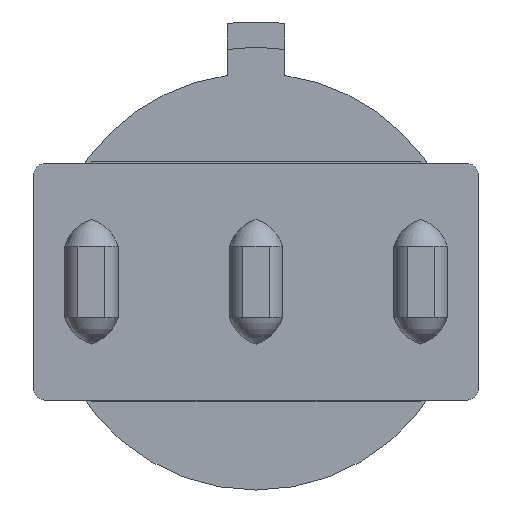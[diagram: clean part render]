
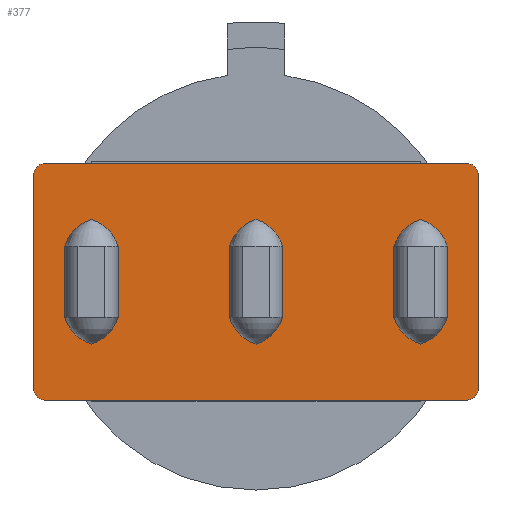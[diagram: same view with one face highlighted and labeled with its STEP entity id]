
A CAD part, front view. The second image highlights one B-rep face of the part: STEP entity #377.
In plain terms, the highlighted planar face has unit normal (0, -1, 0).
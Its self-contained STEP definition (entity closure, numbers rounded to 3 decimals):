
#377=ADVANCED_FACE('',(#913,#914,#915,#916),#917,.F.);
#913=FACE_BOUND('',#1613,.T.);
#914=FACE_BOUND('',#1614,.T.);
#915=FACE_BOUND('',#1615,.T.);
#916=FACE_OUTER_BOUND('',#1616,.T.);
#917=PLANE('',#1617);
#1613=EDGE_LOOP('',(#2675,#2676,#2677,#2678,#2679,#2680));
#1614=EDGE_LOOP('',(#2681,#2682,#2683,#2684,#2685,#2686));
#1615=EDGE_LOOP('',(#2687,#2688,#2689,#2690,#2691,#2692));
#1616=EDGE_LOOP('',(#2693,#2694,#2695,#2696,#2697,#2698,#2699,#2700));
#1617=AXIS2_PLACEMENT_3D('',#2701,#2702,#2703);
#2675=ORIENTED_EDGE('',*,*,#4200,.T.);
#2676=ORIENTED_EDGE('',*,*,#4195,.T.);
#2677=ORIENTED_EDGE('',*,*,#4194,.T.);
#2678=ORIENTED_EDGE('',*,*,#4204,.T.);
#2679=ORIENTED_EDGE('',*,*,#4208,.T.);
#2680=ORIENTED_EDGE('',*,*,#4210,.T.);
#2681=ORIENTED_EDGE('',*,*,#4247,.T.);
#2682=ORIENTED_EDGE('',*,*,#4242,.T.);
#2683=ORIENTED_EDGE('',*,*,#4241,.T.);
#2684=ORIENTED_EDGE('',*,*,#4251,.T.);
#2685=ORIENTED_EDGE('',*,*,#4255,.T.);
#2686=ORIENTED_EDGE('',*,*,#4257,.T.);
#2687=ORIENTED_EDGE('',*,*,#4294,.T.);
#2688=ORIENTED_EDGE('',*,*,#4289,.T.);
#2689=ORIENTED_EDGE('',*,*,#4288,.T.);
#2690=ORIENTED_EDGE('',*,*,#4298,.T.);
#2691=ORIENTED_EDGE('',*,*,#4302,.T.);
#2692=ORIENTED_EDGE('',*,*,#4304,.T.);
#2693=ORIENTED_EDGE('',*,*,#4423,.F.);
#2694=ORIENTED_EDGE('',*,*,#4391,.F.);
#2695=ORIENTED_EDGE('',*,*,#4397,.F.);
#2696=ORIENTED_EDGE('',*,*,#4411,.F.);
#2697=ORIENTED_EDGE('',*,*,#4415,.F.);
#2698=ORIENTED_EDGE('',*,*,#4418,.F.);
#2699=ORIENTED_EDGE('',*,*,#4376,.F.);
#2700=ORIENTED_EDGE('',*,*,#4421,.F.);
#2701=CARTESIAN_POINT('',(0.,0.,0.));
#2702=DIRECTION('',(0.,1.0,0.));
#2703=DIRECTION('',(0.,0.0,-1.0));
#4194=EDGE_CURVE('',#5026,#5027,#5028,.T.);
#4195=EDGE_CURVE('',#5029,#5026,#5030,.T.);
#4200=EDGE_CURVE('',#5037,#5029,#5038,.T.);
#4204=EDGE_CURVE('',#5027,#5043,#5044,.T.);
#4208=EDGE_CURVE('',#5043,#5049,#5050,.T.);
#4210=EDGE_CURVE('',#5049,#5037,#5052,.T.);
#4241=EDGE_CURVE('',#5095,#5096,#5097,.T.);
#4242=EDGE_CURVE('',#5098,#5095,#5099,.T.);
#4247=EDGE_CURVE('',#5106,#5098,#5107,.T.);
#4251=EDGE_CURVE('',#5096,#5112,#5113,.T.);
#4255=EDGE_CURVE('',#5112,#5118,#5119,.T.);
#4257=EDGE_CURVE('',#5118,#5106,#5121,.T.);
#4288=EDGE_CURVE('',#5164,#5165,#5166,.T.);
#4289=EDGE_CURVE('',#5167,#5164,#5168,.T.);
#4294=EDGE_CURVE('',#5175,#5167,#5176,.T.);
#4298=EDGE_CURVE('',#5165,#5181,#5182,.T.);
#4302=EDGE_CURVE('',#5181,#5187,#5188,.T.);
#4304=EDGE_CURVE('',#5187,#5175,#5190,.T.);
#4376=EDGE_CURVE('',#5294,#5296,#5297,.T.);
#4391=EDGE_CURVE('',#5320,#5322,#5323,.T.);
#4397=EDGE_CURVE('',#5331,#5320,#5333,.T.);
#4411=EDGE_CURVE('',#5356,#5331,#5358,.T.);
#4415=EDGE_CURVE('',#5362,#5356,#5364,.T.);
#4418=EDGE_CURVE('',#5296,#5362,#5367,.T.);
#4421=EDGE_CURVE('',#5369,#5294,#5371,.T.);
#4423=EDGE_CURVE('',#5322,#5369,#5373,.T.);
#5026=VERTEX_POINT('',#6248);
#5027=VERTEX_POINT('',#6249);
#5028=CIRCLE('',#6250,1.15);
#5029=VERTEX_POINT('',#6251);
#5030=CIRCLE('',#6252,1.15);
#5037=VERTEX_POINT('',#6259);
#5038=LINE('',#6260,#6261);
#5043=VERTEX_POINT('',#6267);
#5044=LINE('',#6268,#6269);
#5049=VERTEX_POINT('',#6275);
#5050=CIRCLE('',#6276,1.15);
#5052=CIRCLE('',#6278,1.15);
#5095=VERTEX_POINT('',#6337);
#5096=VERTEX_POINT('',#6338);
#5097=CIRCLE('',#6339,1.15);
#5098=VERTEX_POINT('',#6340);
#5099=CIRCLE('',#6341,1.15);
#5106=VERTEX_POINT('',#6348);
#5107=LINE('',#6349,#6350);
#5112=VERTEX_POINT('',#6356);
#5113=LINE('',#6357,#6358);
#5118=VERTEX_POINT('',#6364);
#5119=CIRCLE('',#6365,1.15);
#5121=CIRCLE('',#6367,1.15);
#5164=VERTEX_POINT('',#6426);
#5165=VERTEX_POINT('',#6427);
#5166=CIRCLE('',#6428,1.15);
#5167=VERTEX_POINT('',#6429);
#5168=CIRCLE('',#6430,1.15);
#5175=VERTEX_POINT('',#6437);
#5176=LINE('',#6438,#6439);
#5181=VERTEX_POINT('',#6445);
#5182=LINE('',#6446,#6447);
#5187=VERTEX_POINT('',#6453);
#5188=CIRCLE('',#6454,1.15);
#5190=CIRCLE('',#6456,1.15);
#5294=VERTEX_POINT('',#6606);
#5296=VERTEX_POINT('',#6609);
#5297=LINE('',#6610,#6611);
#5320=VERTEX_POINT('',#6643);
#5322=VERTEX_POINT('',#6646);
#5323=CIRCLE('',#6647,0.338);
#5331=VERTEX_POINT('',#6658);
#5333=LINE('',#6661,#6662);
#5356=VERTEX_POINT('',#6695);
#5358=CIRCLE('',#6698,0.338);
#5362=VERTEX_POINT('',#6703);
#5364=LINE('',#6706,#6707);
#5367=CIRCLE('',#6710,0.338);
#5369=VERTEX_POINT('',#6712);
#5371=CIRCLE('',#6715,0.338);
#5373=LINE('',#6717,#6718);
#6248=CARTESIAN_POINT('',(4.699,0.,-1.778));
#6249=CARTESIAN_POINT('',(3.937,0.,-1.016));
#6250=AXIS2_PLACEMENT_3D('',#8137,#8138,#8139);
#6251=CARTESIAN_POINT('',(5.461,0.,-1.016));
#6252=AXIS2_PLACEMENT_3D('',#8140,#8141,#8142);
#6259=CARTESIAN_POINT('',(5.461,0.,1.016));
#6260=CARTESIAN_POINT('',(5.461,0.,0.));
#6261=VECTOR('',#8152,1.0);
#6267=CARTESIAN_POINT('',(3.937,0.,1.016));
#6268=CARTESIAN_POINT('',(3.937,0.,0.));
#6269=VECTOR('',#8157,1.0);
#6275=CARTESIAN_POINT('',(4.699,0.,1.778));
#6276=AXIS2_PLACEMENT_3D('',#8162,#8163,#8164);
#6278=AXIS2_PLACEMENT_3D('',#8168,#8169,#8170);
#6337=CARTESIAN_POINT('',(0.0,0.,-1.778));
#6338=CARTESIAN_POINT('',(-0.762,0.,-1.016));
#6339=AXIS2_PLACEMENT_3D('',#8199,#8200,#8201);
#6340=CARTESIAN_POINT('',(0.762,0.,-1.016));
#6341=AXIS2_PLACEMENT_3D('',#8202,#8203,#8204);
#6348=CARTESIAN_POINT('',(0.762,0.,1.016));
#6349=CARTESIAN_POINT('',(0.762,0.,0.));
#6350=VECTOR('',#8214,1.0);
#6356=CARTESIAN_POINT('',(-0.762,0.,1.016));
#6357=CARTESIAN_POINT('',(-0.762,0.,0.));
#6358=VECTOR('',#8219,1.0);
#6364=CARTESIAN_POINT('',(0.0,0.,1.778));
#6365=AXIS2_PLACEMENT_3D('',#8224,#8225,#8226);
#6367=AXIS2_PLACEMENT_3D('',#8230,#8231,#8232);
#6426=CARTESIAN_POINT('',(-4.699,0.,-1.778));
#6427=CARTESIAN_POINT('',(-5.461,0.,-1.016));
#6428=AXIS2_PLACEMENT_3D('',#8261,#8262,#8263);
#6429=CARTESIAN_POINT('',(-3.937,0.,-1.016));
#6430=AXIS2_PLACEMENT_3D('',#8264,#8265,#8266);
#6437=CARTESIAN_POINT('',(-3.937,0.,1.016));
#6438=CARTESIAN_POINT('',(-3.937,0.,0.));
#6439=VECTOR('',#8276,1.0);
#6445=CARTESIAN_POINT('',(-5.461,0.,1.016));
#6446=CARTESIAN_POINT('',(-5.461,0.,0.));
#6447=VECTOR('',#8281,1.0);
#6453=CARTESIAN_POINT('',(-4.699,0.,1.778));
#6454=AXIS2_PLACEMENT_3D('',#8286,#8287,#8288);
#6456=AXIS2_PLACEMENT_3D('',#8292,#8293,#8294);
#6606=CARTESIAN_POINT('',(6.012,0.,-3.379));
#6609=CARTESIAN_POINT('',(-6.012,0.,-3.379));
#6610=CARTESIAN_POINT('',(6.012,0.,-3.379));
#6611=VECTOR('',#8369,1.0);
#6643=CARTESIAN_POINT('',(6.012,0.,3.379));
#6646=CARTESIAN_POINT('',(6.35,0.,3.041));
#6647=AXIS2_PLACEMENT_3D('',#8386,#8387,#8388);
#6658=CARTESIAN_POINT('',(-6.012,0.,3.379));
#6661=CARTESIAN_POINT('',(-6.012,0.,3.379));
#6662=VECTOR('',#8393,1.0);
#6695=CARTESIAN_POINT('',(-6.35,0.,3.041));
#6698=AXIS2_PLACEMENT_3D('',#8408,#8409,#8410);
#6703=CARTESIAN_POINT('',(-6.35,0.,-3.041));
#6706=CARTESIAN_POINT('',(-6.35,0.,-3.041));
#6707=VECTOR('',#8413,1.0);
#6710=AXIS2_PLACEMENT_3D('',#8417,#8418,#8419);
#6712=CARTESIAN_POINT('',(6.35,0.,-3.041));
#6715=AXIS2_PLACEMENT_3D('',#8421,#8422,#8423);
#6717=CARTESIAN_POINT('',(6.35,0.,3.041));
#6718=VECTOR('',#8424,1.0);
#8137=CARTESIAN_POINT('',(5.036,0.,-0.679));
#8138=DIRECTION('',(0.,1.0,0.));
#8139=DIRECTION('',(-1.0,0.,0.));
#8140=CARTESIAN_POINT('',(4.362,0.,-0.679));
#8141=DIRECTION('',(0.,1.0,0.));
#8142=DIRECTION('',(1.0,0.,0.));
#8152=DIRECTION('',(0.,0.0,-1.0));
#8157=DIRECTION('',(0.,-0.0,1.0));
#8162=CARTESIAN_POINT('',(5.036,0.,0.679));
#8163=DIRECTION('',(0.,1.0,0.));
#8164=DIRECTION('',(-1.0,0.,0.));
#8168=CARTESIAN_POINT('',(4.362,0.,0.679));
#8169=DIRECTION('',(0.,1.0,0.));
#8170=DIRECTION('',(1.0,0.,0.));
#8199=CARTESIAN_POINT('',(0.337,0.,-0.679));
#8200=DIRECTION('',(0.,1.0,0.));
#8201=DIRECTION('',(-1.0,0.,0.));
#8202=CARTESIAN_POINT('',(-0.337,0.,-0.679));
#8203=DIRECTION('',(0.,1.0,0.));
#8204=DIRECTION('',(1.0,0.,0.));
#8214=DIRECTION('',(0.,0.0,-1.0));
#8219=DIRECTION('',(0.,-0.0,1.0));
#8224=CARTESIAN_POINT('',(0.337,0.,0.679));
#8225=DIRECTION('',(0.,1.0,0.));
#8226=DIRECTION('',(-1.0,0.,0.));
#8230=CARTESIAN_POINT('',(-0.337,0.,0.679));
#8231=DIRECTION('',(0.,1.0,0.));
#8232=DIRECTION('',(1.0,0.,0.));
#8261=CARTESIAN_POINT('',(-4.362,0.,-0.679));
#8262=DIRECTION('',(0.,1.0,0.));
#8263=DIRECTION('',(-1.0,0.,0.));
#8264=CARTESIAN_POINT('',(-5.036,0.,-0.679));
#8265=DIRECTION('',(0.,1.0,0.));
#8266=DIRECTION('',(1.0,0.,0.));
#8276=DIRECTION('',(0.,0.0,-1.0));
#8281=DIRECTION('',(0.,-0.0,1.0));
#8286=CARTESIAN_POINT('',(-4.362,0.,0.679));
#8287=DIRECTION('',(0.,1.0,0.));
#8288=DIRECTION('',(-1.0,0.,0.));
#8292=CARTESIAN_POINT('',(-5.036,0.,0.679));
#8293=DIRECTION('',(0.,1.0,0.));
#8294=DIRECTION('',(1.0,0.,0.));
#8369=DIRECTION('',(-1.0,0.,0.));
#8386=CARTESIAN_POINT('',(6.012,0.,3.041));
#8387=DIRECTION('',(0.,1.0,0.));
#8388=DIRECTION('',(0.,0.0,-1.0));
#8393=DIRECTION('',(1.0,0.,0.));
#8408=CARTESIAN_POINT('',(-6.012,0.,3.041));
#8409=DIRECTION('',(0.,1.0,0.));
#8410=DIRECTION('',(0.,0.0,-1.0));
#8413=DIRECTION('',(0.,0.0,1.0));
#8417=CARTESIAN_POINT('',(-6.012,0.,-3.041));
#8418=DIRECTION('',(0.,1.0,0.));
#8419=DIRECTION('',(0.,0.0,-1.0));
#8421=CARTESIAN_POINT('',(6.012,0.,-3.041));
#8422=DIRECTION('',(0.,1.0,0.));
#8423=DIRECTION('',(0.,0.0,-1.0));
#8424=DIRECTION('',(0.,0.0,-1.0));
